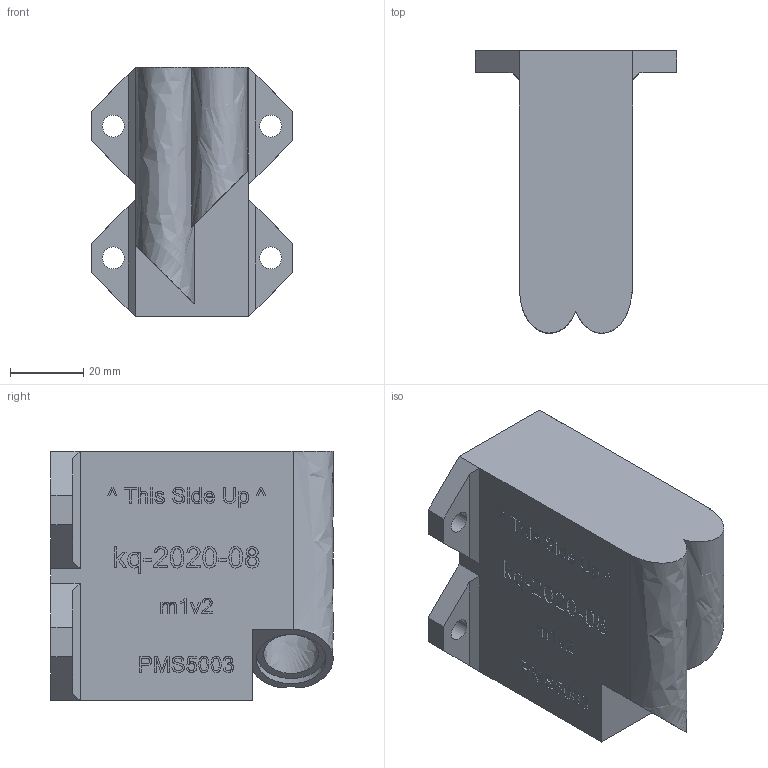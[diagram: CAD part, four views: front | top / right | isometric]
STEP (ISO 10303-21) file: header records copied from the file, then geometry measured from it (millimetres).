
FILE_DESCRIPTION(/* description */ (''),/* implementation_level */ '2;1');
FILE_NAME(/* name */ 'SHROUD.step',/* time_stamp */ '2020-08-24T16:36:09-07:00',/* author */ (''),/* organization */ (''),/* preprocessor_version */ 'ST-DEVELOPER v18.1',/* originating_system */ 'Autodesk Translation Framework v9.3.0.1241',/* authorisation */ '');
FILE_SCHEMA (('AUTOMOTIVE_DESIGN { 1 0 10303 214 3 1 1 }'));
Length unit declared in the file: millimetre
Products named in the file (2): Assembily; shroud
Assembly tree (1 placements, depth 2):
  Assembily
    shroud
Bounding box: 54.9 x 77.09 x 68 mm (x, y, z)
Volume: 46531.5 mm3; surface area: 37018 mm2
Topology: 1 solids, 1 shells, 763 faces, 2124 edges, 1416 vertices
Faces by surface type: bspline 465, plane 289, cylinder 8, cone 1
Full cylindrical faces by diameter (mm): 3 x2, 6 x4, 18 x1
Entity records: 28731 total; most frequent: CARTESIAN_POINT 12291, ORIENTED_EDGE 4248, EDGE_CURVE 2124, DIRECTION 1832, VERTEX_POINT 1416, LINE 1146, VECTOR 1146, B_SPLINE_CURVE_WITH_KNOTS 932
